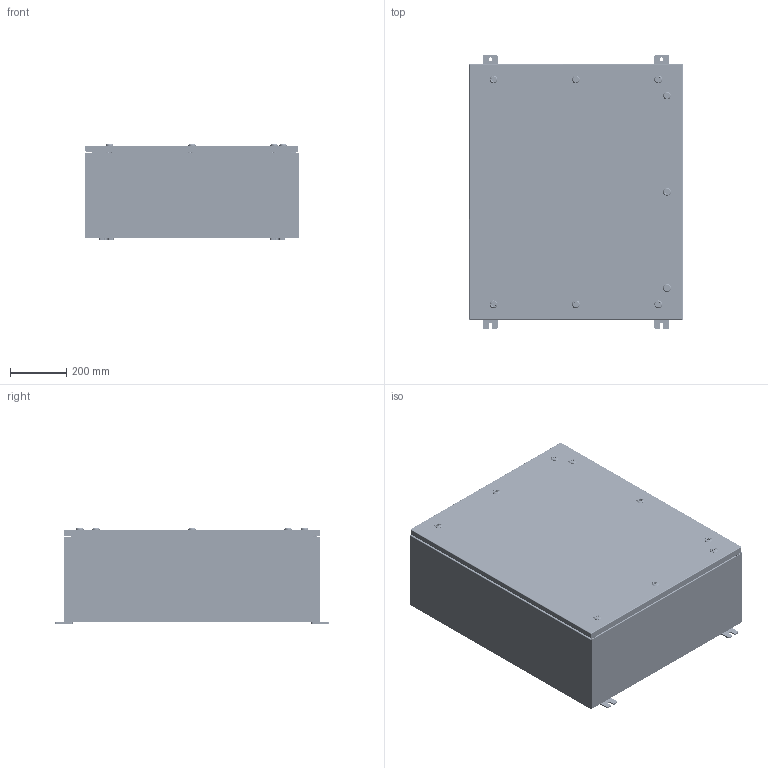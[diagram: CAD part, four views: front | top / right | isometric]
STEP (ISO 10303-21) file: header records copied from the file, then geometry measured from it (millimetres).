
FILE_DESCRIPTION (( 'STEP AP203' ), '1' );
FILE_NAME ('CHDSS6363012WP.STEP', '2014-02-25T15:48:10', ( 'changeme' ), ( 'Microsoft' ), 'SwSTEP 2.0', 'SolidWorks 2013', '' );
FILE_SCHEMA (( 'CONFIG_CONTROL_DESIGN' ));
Length unit declared in the file: inch
Products named in the file (19): Insert-221320-IB-Industrilas_Insert-221320-IB-Industrilas; CHDSS6363012WP Bottom; HW-CLH-E5-8004_Cam-232112-U-Industrilas; CHDSS6363012WP Top; HW-CLH-R001-0500_2412-026240-2445-Industrilas; CHDSS6363012WP Backpanel; Concealed Hinge (Cover Side); CHDSS6363012WP Mounting Studs; CHDSS6363012WP; Concealed Hinge enclosure side; CHDSS6363012WP Mounting Feet; Housing-211301-IB-Industrilas_Housing-211301-IB-Industrilas; Quarter-20 CD Stud; Nut-211301-IB-Industrilas_Nut-211301-IB-Industrilas; CHDSS6363012WP Enclosure Stiffener; Washer-221320-IB-Industrilas_Washer-221320-IB-Industrilas; CHDSS6363012WP Cover; Screw-221320-IB-Industrilas_Screw-221320-IB-Industrilas; CHDSS6363012WP Body
Assembly tree (39 placements, depth 3):
  CHDSS6363012WP
    CHDSS6363012WP Backpanel
    CHDSS6363012WP Mounting Studs  x6
    CHDSS6363012WP Mounting Feet  x4
    Quarter-20 CD Stud  x2
    CHDSS6363012WP Enclosure Stiffener
    CHDSS6363012WP Cover
    CHDSS6363012WP Body
    CHDSS6363012WP Bottom
    CHDSS6363012WP Top
    Concealed Hinge (Cover Side)  x3
    Concealed Hinge enclosure side  x3
    HW-CLH-R001-0500_2412-026240-2445-Industrilas  x9
      Housing-211301-IB-Industrilas_Housing-211301-IB-Industrilas
      Nut-211301-IB-Industrilas_Nut-211301-IB-Industrilas
      Washer-221320-IB-Industrilas_Washer-221320-IB-Industrilas
      Screw-221320-IB-Industrilas_Screw-221320-IB-Industrilas
      Insert-221320-IB-Industrilas_Insert-221320-IB-Industrilas
      HW-CLH-E5-8004_Cam-232112-U-Industrilas
Bounding box: 762 x 977.9 x 339.24 mm (x, y, z)
Volume: 6957576.4 mm3; surface area: 6827050.4 mm2
Topology: 78 solids, 78 shells, 8020 faces, 20279 edges, 12435 vertices
Faces by surface type: cylinder 2502, plane 2324, bspline 1889, cone 1078, torus 164, sphere 63
Entity records: 65575 total; most frequent: CARTESIAN_POINT 35320, ORIENTED_EDGE 6214, DIRECTION 5215, EDGE_CURVE 3107, AXIS2_PLACEMENT_3D 1926, VERTEX_POINT 1883, VECTOR 1363, LINE 1363
